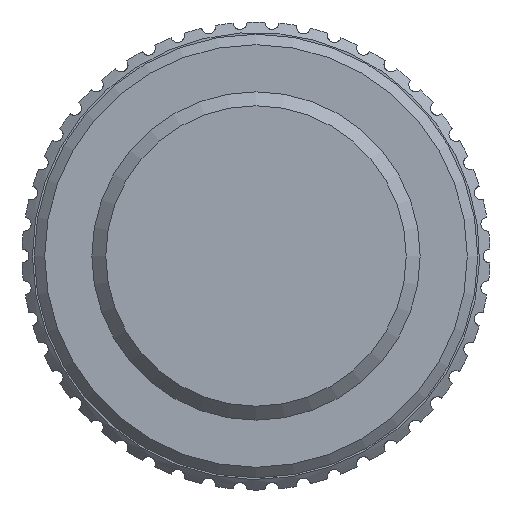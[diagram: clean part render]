
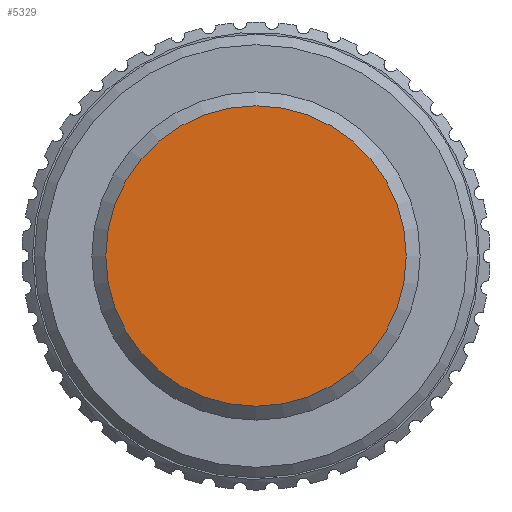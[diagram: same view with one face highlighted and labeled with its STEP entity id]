
A CAD part, left-side view. The second image highlights one B-rep face of the part: STEP entity #5329.
In plain terms, the highlighted planar face has unit normal (-1, 0, 0).
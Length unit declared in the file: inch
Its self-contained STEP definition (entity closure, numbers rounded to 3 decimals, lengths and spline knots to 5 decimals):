
#5313=CARTESIAN_POINT('',(0.0,0.215,0.0));
#5314=DIRECTION('',(-1.0,0.0,0.0));
#5315=DIRECTION('',(0.0,0.0,1.0));
#5316=AXIS2_PLACEMENT_3D('',#5313,#5314,#5315);
#5317=PLANE('',#5316);
#5318=CARTESIAN_POINT('',(0.0,0.43,0.0));
#5319=VERTEX_POINT('',#5318);
#5320=CARTESIAN_POINT('',(0.0,0.0,0.0));
#5321=DIRECTION('',(1.0,0.0,0.0));
#5322=DIRECTION('',(0.0,1.0,0.0));
#5323=AXIS2_PLACEMENT_3D('',#5320,#5321,#5322);
#5324=CIRCLE('',#5323,0.43);
#5325=EDGE_CURVE('',#5319,#5319,#5324,.T.);
#5326=ORIENTED_EDGE('',*,*,#5325,.F.);
#5327=EDGE_LOOP('',(#5326));
#5328=FACE_OUTER_BOUND('',#5327,.T.);
#5329=ADVANCED_FACE('',(#5328),#5317,.T.);
